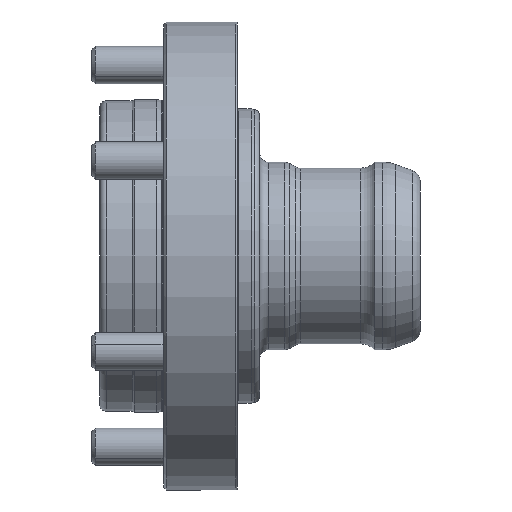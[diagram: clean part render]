
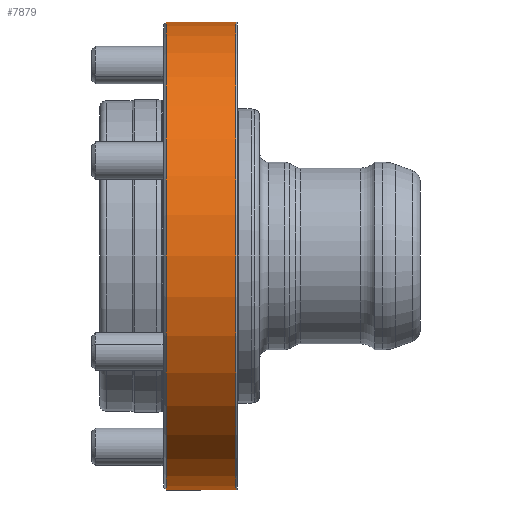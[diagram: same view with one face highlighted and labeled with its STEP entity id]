
A CAD part, left-side view. The second image highlights one B-rep face of the part: STEP entity #7879.
In plain terms, the highlighted cylindrical face has radius 37.4 mm (diameter 74.8 mm), a partial arc.
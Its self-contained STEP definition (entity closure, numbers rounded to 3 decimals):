
#262 = EDGE_CURVE ( 'NONE', #474, #5159, #3457, .T. ) ;
#474 = VERTEX_POINT ( 'NONE', #3585 ) ;
#902 = CARTESIAN_POINT ( 'NONE',  ( 0., 11.4, -37.4 ) ) ;
#2019 = CARTESIAN_POINT ( 'NONE',  ( 0., 11.4, 37.4 ) ) ;
#2038 = EDGE_CURVE ( 'NONE', #5159, #5391, #8500, .T. ) ;
#2369 = EDGE_LOOP ( 'NONE', ( #5693, #11064, #9759, #7039 ) ) ;
#2678 = VECTOR ( 'NONE', #3509, 1000. ) ;
#3457 = CIRCLE ( 'NONE', #10135, 37.4 ) ;
#3509 = DIRECTION ( 'NONE',  ( 0., 1., 0. ) ) ;
#3585 = CARTESIAN_POINT ( 'NONE',  ( 0., 0.3, -37.4 ) ) ;
#3878 = FACE_OUTER_BOUND ( 'NONE', #2369, .T. ) ;
#4017 = DIRECTION ( 'NONE',  ( 0., 0., 1. ) ) ;
#4125 = DIRECTION ( 'NONE',  ( 0., 1., 0. ) ) ;
#5141 = EDGE_CURVE ( 'NONE', #474, #13514, #9071, .T. ) ;
#5159 = VERTEX_POINT ( 'NONE', #5994 ) ;
#5277 = DIRECTION ( 'NONE',  ( 0., 0., 1. ) ) ;
#5391 = VERTEX_POINT ( 'NONE', #2019 ) ;
#5693 = ORIENTED_EDGE ( 'NONE', *, *, #5141, .F. ) ;
#5994 = CARTESIAN_POINT ( 'NONE',  ( 0., 0.3, 37.4 ) ) ;
#6586 = VECTOR ( 'NONE', #10150, 1000. ) ;
#6948 = CIRCLE ( 'NONE', #8995, 37.4 ) ;
#7039 = ORIENTED_EDGE ( 'NONE', *, *, #13150, .F. ) ;
#7770 = CARTESIAN_POINT ( 'NONE',  ( 0., 32.038, 37.4 ) ) ;
#7879 = ADVANCED_FACE ( 'NONE', ( #3878 ), #12308, .T. ) ;
#7922 = DIRECTION ( 'NONE',  ( 0., 1., 0. ) ) ;
#8500 = LINE ( 'NONE', #7770, #6586 ) ;
#8984 = DIRECTION ( 'NONE',  ( 0., 0., 1. ) ) ;
#8995 = AXIS2_PLACEMENT_3D ( 'NONE', #11382, #7922, #8984 ) ;
#9071 = LINE ( 'NONE', #11647, #2678 ) ;
#9759 = ORIENTED_EDGE ( 'NONE', *, *, #2038, .T. ) ;
#10135 = AXIS2_PLACEMENT_3D ( 'NONE', #10772, #4125, #5277 ) ;
#10150 = DIRECTION ( 'NONE',  ( 0., 1., 0. ) ) ;
#10769 = CARTESIAN_POINT ( 'NONE',  ( 0., 32.038, 0. ) ) ;
#10772 = CARTESIAN_POINT ( 'NONE',  ( 0., 0.3, 0. ) ) ;
#10816 = DIRECTION ( 'NONE',  ( 0., 1., 0. ) ) ;
#11064 = ORIENTED_EDGE ( 'NONE', *, *, #262, .T. ) ;
#11382 = CARTESIAN_POINT ( 'NONE',  ( 0., 11.4, 0. ) ) ;
#11526 = AXIS2_PLACEMENT_3D ( 'NONE', #10769, #10816, #4017 ) ;
#11647 = CARTESIAN_POINT ( 'NONE',  ( 0., 32.038, -37.4 ) ) ;
#12308 = CYLINDRICAL_SURFACE ( 'NONE', #11526, 37.4 ) ;
#13150 = EDGE_CURVE ( 'NONE', #13514, #5391, #6948, .T. ) ;
#13514 = VERTEX_POINT ( 'NONE', #902 ) ;
